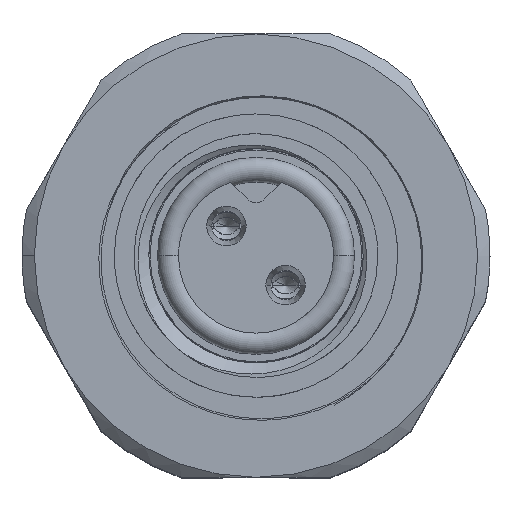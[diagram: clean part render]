
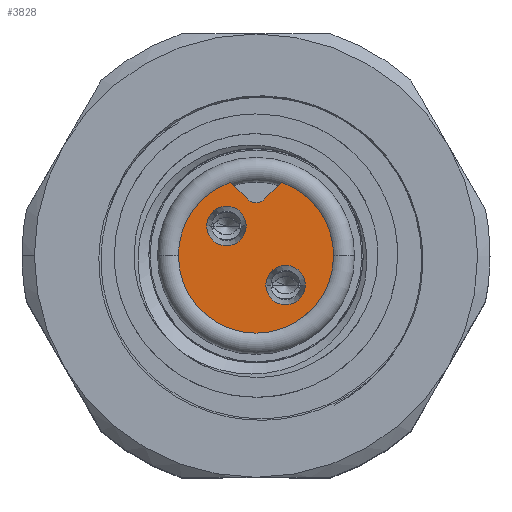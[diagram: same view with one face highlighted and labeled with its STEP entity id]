
A CAD part, top view. The second image highlights one B-rep face of the part: STEP entity #3828.
In plain terms, the highlighted planar face has unit normal (0, 0, 1).
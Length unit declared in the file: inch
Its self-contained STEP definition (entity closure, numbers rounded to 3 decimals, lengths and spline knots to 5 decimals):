
#132 = DIRECTION ( 'NONE',  ( 1., 0., 0. ) ) ;
#214 = CIRCLE ( 'NONE', #6785, 0.06201 ) ;
#340 = EDGE_CURVE ( 'NONE', #9212, #15440, #5268, .T. ) ;
#413 = VERTEX_POINT ( 'NONE', #10943 ) ;
#546 = CARTESIAN_POINT ( 'NONE',  ( 0.02033, 0.05858, 0.37362 ) ) ;
#675 = AXIS2_PLACEMENT_3D ( 'NONE', #13983, #2673, #132 ) ;
#983 = ORIENTED_EDGE ( 'NONE', *, *, #13567, .F. ) ;
#1061 = EDGE_LOOP ( 'NONE', ( #12770, #3340 ) ) ;
#1127 = DIRECTION ( 'NONE',  ( 1., 0., 0. ) ) ;
#1403 = LINE ( 'NONE', #4921, #14435 ) ;
#1745 = EDGE_CURVE ( 'NONE', #15440, #9212, #8648, .T. ) ;
#1866 = ORIENTED_EDGE ( 'NONE', *, *, #5361, .T. ) ;
#1893 = VERTEX_POINT ( 'NONE', #7851 ) ;
#1949 = CARTESIAN_POINT ( 'NONE',  ( -0.02362, 0.02362, 0.37362 ) ) ;
#2084 = ORIENTED_EDGE ( 'NONE', *, *, #8560, .T. ) ;
#2136 = CARTESIAN_POINT ( 'NONE',  ( -0.06455, -0.06442, 0.37362 ) ) ;
#2284 = DIRECTION ( 'NONE',  ( 1., 0., 0. ) ) ;
#2293 = DIRECTION ( 'NONE',  ( 1., 0., 0. ) ) ;
#2324 = AXIS2_PLACEMENT_3D ( 'NONE', #7088, #12365, #7254 ) ;
#2454 = FACE_BOUND ( 'NONE', #1061, .T. ) ;
#2561 = ORIENTED_EDGE ( 'NONE', *, *, #14842, .T. ) ;
#2658 = VERTEX_POINT ( 'NONE', #2958 ) ;
#2673 = DIRECTION ( 'NONE',  ( 0., 0., -1. ) ) ;
#2899 = CARTESIAN_POINT ( 'NONE',  ( 0., 0.05217, 0.37362 ) ) ;
#2901 = CIRCLE ( 'NONE', #8754, 0.01575 ) ;
#2958 = CARTESIAN_POINT ( 'NONE',  ( -0.02033, 0.05858, 0.37362 ) ) ;
#3070 = CARTESIAN_POINT ( 'NONE',  ( 0.06201, 0., 0.37362 ) ) ;
#3340 = ORIENTED_EDGE ( 'NONE', *, *, #340, .T. ) ;
#3428 = DIRECTION ( 'NONE',  ( 1., 0., 0. ) ) ;
#3448 = ORIENTED_EDGE ( 'NONE', *, *, #11215, .T. ) ;
#3672 = DIRECTION ( 'NONE',  ( 0., 0., -1. ) ) ;
#3742 = VERTEX_POINT ( 'NONE', #11049 ) ;
#3828 = ADVANCED_FACE ( 'NONE', ( #2454, #13212, #16226 ), #10654, .T. ) ;
#4030 = EDGE_CURVE ( 'NONE', #1893, #4608, #4601, .T. ) ;
#4066 = CARTESIAN_POINT ( 'NONE',  ( 0.02033, 0.05858, 0.37362 ) ) ;
#4115 = CARTESIAN_POINT ( 'NONE',  ( 0.02362, -0.02362, 0.37362 ) ) ;
#4170 = CIRCLE ( 'NONE', #8933, 0.06201 ) ;
#4475 = VECTOR ( 'NONE', #5561, 39.37008 ) ;
#4601 = CIRCLE ( 'NONE', #675, 0.01575 ) ;
#4608 = VERTEX_POINT ( 'NONE', #13291 ) ;
#4709 = ORIENTED_EDGE ( 'NONE', *, *, #5888, .F. ) ;
#4921 = CARTESIAN_POINT ( 'NONE',  ( -0.00696, 0.04521, 0.37362 ) ) ;
#4988 = DIRECTION ( 'NONE',  ( 0., 0., -1. ) ) ;
#5268 = CIRCLE ( 'NONE', #6874, 0.01575 ) ;
#5361 = EDGE_CURVE ( 'NONE', #3742, #2658, #1403, .T. ) ;
#5561 = DIRECTION ( 'NONE',  ( -0.707, -0.707, 0. ) ) ;
#5888 = EDGE_CURVE ( 'NONE', #14090, #413, #214, .T. ) ;
#6060 = CARTESIAN_POINT ( 'NONE',  ( -0.00787, 0.02362, 0.37362 ) ) ;
#6282 = CIRCLE ( 'NONE', #2324, 0.06201 ) ;
#6785 = AXIS2_PLACEMENT_3D ( 'NONE', #13589, #4988, #2284 ) ;
#6874 = AXIS2_PLACEMENT_3D ( 'NONE', #1949, #12091, #3428 ) ;
#7088 = CARTESIAN_POINT ( 'NONE',  ( 0., 0., 0.37362 ) ) ;
#7254 = DIRECTION ( 'NONE',  ( 1., 0., 0. ) ) ;
#7321 = AXIS2_PLACEMENT_3D ( 'NONE', #12434, #12512, #10286 ) ;
#7429 = DIRECTION ( 'NONE',  ( -0.707, 0.707, 0. ) ) ;
#7851 = CARTESIAN_POINT ( 'NONE',  ( 0.00787, -0.02362, 0.37362 ) ) ;
#8095 = VERTEX_POINT ( 'NONE', #11873 ) ;
#8560 = EDGE_CURVE ( 'NONE', #4608, #1893, #2901, .T. ) ;
#8648 = CIRCLE ( 'NONE', #7321, 0.01575 ) ;
#8754 = AXIS2_PLACEMENT_3D ( 'NONE', #4115, #14529, #10407 ) ;
#8933 = AXIS2_PLACEMENT_3D ( 'NONE', #12578, #3672, #1127 ) ;
#8941 = DIRECTION ( 'NONE',  ( 1., 0., 0. ) ) ;
#9194 = AXIS2_PLACEMENT_3D ( 'NONE', #2899, #15191, #8941 ) ;
#9212 = VERTEX_POINT ( 'NONE', #9592 ) ;
#9592 = CARTESIAN_POINT ( 'NONE',  ( -0.03937, 0.02362, 0.37362 ) ) ;
#9642 = EDGE_LOOP ( 'NONE', ( #983, #3448, #2561, #1866, #13607, #4709 ) ) ;
#9731 = DIRECTION ( 'NONE',  ( 0., 0., 1. ) ) ;
#10286 = DIRECTION ( 'NONE',  ( 1., 0., 0. ) ) ;
#10407 = DIRECTION ( 'NONE',  ( 1., 0., 0. ) ) ;
#10654 = PLANE ( 'NONE',  #11207 ) ;
#10943 = CARTESIAN_POINT ( 'NONE',  ( -0.06201, 0., 0.37362 ) ) ;
#11037 = CIRCLE ( 'NONE', #9194, 0.00984 ) ;
#11049 = CARTESIAN_POINT ( 'NONE',  ( -0.00696, 0.04521, 0.37362 ) ) ;
#11182 = VERTEX_POINT ( 'NONE', #546 ) ;
#11207 = AXIS2_PLACEMENT_3D ( 'NONE', #2136, #9731, #2293 ) ;
#11215 = EDGE_CURVE ( 'NONE', #11182, #8095, #11846, .T. ) ;
#11846 = LINE ( 'NONE', #4066, #4475 ) ;
#11873 = CARTESIAN_POINT ( 'NONE',  ( 0.00696, 0.04521, 0.37362 ) ) ;
#12091 = DIRECTION ( 'NONE',  ( 0., 0., -1. ) ) ;
#12365 = DIRECTION ( 'NONE',  ( 0., 0., -1. ) ) ;
#12434 = CARTESIAN_POINT ( 'NONE',  ( -0.02362, 0.02362, 0.37362 ) ) ;
#12512 = DIRECTION ( 'NONE',  ( 0., 0., -1. ) ) ;
#12578 = CARTESIAN_POINT ( 'NONE',  ( 0., 0., 0.37362 ) ) ;
#12770 = ORIENTED_EDGE ( 'NONE', *, *, #1745, .T. ) ;
#13212 = FACE_BOUND ( 'NONE', #13453, .T. ) ;
#13291 = CARTESIAN_POINT ( 'NONE',  ( 0.03937, -0.02362, 0.37362 ) ) ;
#13453 = EDGE_LOOP ( 'NONE', ( #2084, #16100 ) ) ;
#13567 = EDGE_CURVE ( 'NONE', #11182, #14090, #6282, .T. ) ;
#13589 = CARTESIAN_POINT ( 'NONE',  ( 0., 0., 0.37362 ) ) ;
#13607 = ORIENTED_EDGE ( 'NONE', *, *, #15437, .F. ) ;
#13983 = CARTESIAN_POINT ( 'NONE',  ( 0.02362, -0.02362, 0.37362 ) ) ;
#14090 = VERTEX_POINT ( 'NONE', #3070 ) ;
#14435 = VECTOR ( 'NONE', #7429, 39.37008 ) ;
#14529 = DIRECTION ( 'NONE',  ( 0., 0., -1. ) ) ;
#14842 = EDGE_CURVE ( 'NONE', #8095, #3742, #11037, .T. ) ;
#15191 = DIRECTION ( 'NONE',  ( 0., 0., -1. ) ) ;
#15437 = EDGE_CURVE ( 'NONE', #413, #2658, #4170, .T. ) ;
#15440 = VERTEX_POINT ( 'NONE', #6060 ) ;
#16100 = ORIENTED_EDGE ( 'NONE', *, *, #4030, .T. ) ;
#16226 = FACE_OUTER_BOUND ( 'NONE', #9642, .T. ) ;
